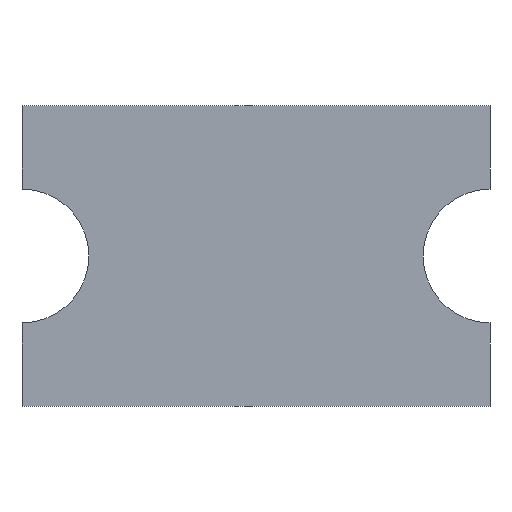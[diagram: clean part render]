
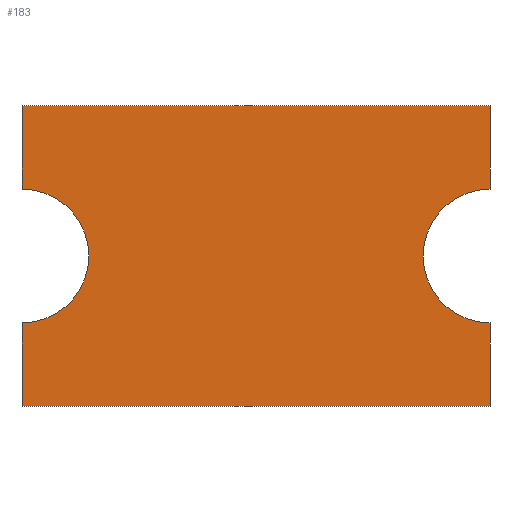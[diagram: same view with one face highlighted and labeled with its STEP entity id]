
A CAD part, front view. The second image highlights one B-rep face of the part: STEP entity #183.
In plain terms, the highlighted planar face has unit normal (0, -1, 0).
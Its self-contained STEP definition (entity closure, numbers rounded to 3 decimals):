
#8 = VECTOR ( 'NONE', #515, 1000. ) ;
#30 = EDGE_CURVE ( 'NONE', #106, #59, #810, .T. ) ;
#42 = LINE ( 'NONE', #650, #414 ) ;
#46 = AXIS2_PLACEMENT_3D ( 'NONE', #657, #390, #587 ) ;
#59 = VERTEX_POINT ( 'NONE', #434 ) ;
#80 = ORIENTED_EDGE ( 'NONE', *, *, #30, .F. ) ;
#81 = LINE ( 'NONE', #571, #292 ) ;
#84 = EDGE_CURVE ( 'NONE', #814, #106, #166, .T. ) ;
#93 = DIRECTION ( 'NONE',  ( 0., 0., -1. ) ) ;
#99 = ORIENTED_EDGE ( 'NONE', *, *, #442, .F. ) ;
#106 = VERTEX_POINT ( 'NONE', #396 ) ;
#109 = VERTEX_POINT ( 'NONE', #702 ) ;
#166 = CIRCLE ( 'NONE', #411, 0.3 ) ;
#169 = EDGE_CURVE ( 'NONE', #838, #755, #600, .T. ) ;
#176 = DIRECTION ( 'NONE',  ( 0., 0., -1. ) ) ;
#183 = ADVANCED_FACE ( 'NONE', ( #206 ), #707, .T. ) ;
#206 = FACE_OUTER_BOUND ( 'NONE', #339, .T. ) ;
#253 = LINE ( 'NONE', #505, #437 ) ;
#260 = CARTESIAN_POINT ( 'NONE',  ( -1.05, 0., -0.3 ) ) ;
#261 = CARTESIAN_POINT ( 'NONE',  ( 1.05, 0., 0. ) ) ;
#292 = VECTOR ( 'NONE', #176, 1000. ) ;
#294 = DIRECTION ( 'NONE',  ( 1., 0., 0. ) ) ;
#300 = ORIENTED_EDGE ( 'NONE', *, *, #687, .F. ) ;
#318 = CARTESIAN_POINT ( 'NONE',  ( -1.05, 0., 0.675 ) ) ;
#339 = EDGE_LOOP ( 'NONE', ( #80, #868, #300, #99, #561, #859, #536, #412 ) ) ;
#352 = LINE ( 'NONE', #318, #8 ) ;
#353 = CARTESIAN_POINT ( 'NONE',  ( -1.05, 0., 0.675 ) ) ;
#380 = CARTESIAN_POINT ( 'NONE',  ( 1.05, 0., -0.3 ) ) ;
#381 = DIRECTION ( 'NONE',  ( 0., 0., 1. ) ) ;
#390 = DIRECTION ( 'NONE',  ( 0., -1., 0. ) ) ;
#396 = CARTESIAN_POINT ( 'NONE',  ( 1.05, 0., -0.3 ) ) ;
#411 = AXIS2_PLACEMENT_3D ( 'NONE', #261, #715, #454 ) ;
#412 = ORIENTED_EDGE ( 'NONE', *, *, #751, .F. ) ;
#414 = VECTOR ( 'NONE', #717, 1000. ) ;
#434 = CARTESIAN_POINT ( 'NONE',  ( 1.05, 0., -0.675 ) ) ;
#435 = VERTEX_POINT ( 'NONE', #748 ) ;
#436 = AXIS2_PLACEMENT_3D ( 'NONE', #459, #783, #521 ) ;
#437 = VECTOR ( 'NONE', #381, 1000. ) ;
#442 = EDGE_CURVE ( 'NONE', #624, #109, #525, .T. ) ;
#451 = CARTESIAN_POINT ( 'NONE',  ( 1.05, 0., 0.3 ) ) ;
#454 = DIRECTION ( 'NONE',  ( 0., 0., 1. ) ) ;
#459 = CARTESIAN_POINT ( 'NONE',  ( -1.05, 0., 0. ) ) ;
#464 = CARTESIAN_POINT ( 'NONE',  ( -1.05, 0., 0.3 ) ) ;
#500 = CARTESIAN_POINT ( 'NONE',  ( -1.05, 0., 0.675 ) ) ;
#505 = CARTESIAN_POINT ( 'NONE',  ( -1.05, 0., -0.3 ) ) ;
#515 = DIRECTION ( 'NONE',  ( 0., 0., 1. ) ) ;
#521 = DIRECTION ( 'NONE',  ( 0., 0., -1. ) ) ;
#525 = LINE ( 'NONE', #353, #679 ) ;
#536 = ORIENTED_EDGE ( 'NONE', *, *, #645, .F. ) ;
#561 = ORIENTED_EDGE ( 'NONE', *, *, #811, .F. ) ;
#571 = CARTESIAN_POINT ( 'NONE',  ( 1.05, 0., 0.675 ) ) ;
#587 = DIRECTION ( 'NONE',  ( 0., 0., -1. ) ) ;
#600 = CIRCLE ( 'NONE', #436, 0.3 ) ;
#624 = VERTEX_POINT ( 'NONE', #500 ) ;
#645 = EDGE_CURVE ( 'NONE', #435, #838, #253, .T. ) ;
#650 = CARTESIAN_POINT ( 'NONE',  ( -1.05, 0., -0.675 ) ) ;
#657 = CARTESIAN_POINT ( 'NONE',  ( -1.05, 0., 0. ) ) ;
#679 = VECTOR ( 'NONE', #294, 1000. ) ;
#687 = EDGE_CURVE ( 'NONE', #109, #814, #81, .T. ) ;
#702 = CARTESIAN_POINT ( 'NONE',  ( 1.05, 0., 0.675 ) ) ;
#707 = PLANE ( 'NONE',  #46 ) ;
#715 = DIRECTION ( 'NONE',  ( 0., -1., 0. ) ) ;
#717 = DIRECTION ( 'NONE',  ( -1., 0., 0. ) ) ;
#748 = CARTESIAN_POINT ( 'NONE',  ( -1.05, 0., -0.675 ) ) ;
#751 = EDGE_CURVE ( 'NONE', #59, #435, #42, .T. ) ;
#755 = VERTEX_POINT ( 'NONE', #464 ) ;
#783 = DIRECTION ( 'NONE',  ( 0., -1., 0. ) ) ;
#810 = LINE ( 'NONE', #380, #862 ) ;
#811 = EDGE_CURVE ( 'NONE', #755, #624, #352, .T. ) ;
#814 = VERTEX_POINT ( 'NONE', #451 ) ;
#838 = VERTEX_POINT ( 'NONE', #260 ) ;
#859 = ORIENTED_EDGE ( 'NONE', *, *, #169, .F. ) ;
#862 = VECTOR ( 'NONE', #93, 1000. ) ;
#868 = ORIENTED_EDGE ( 'NONE', *, *, #84, .F. ) ;
